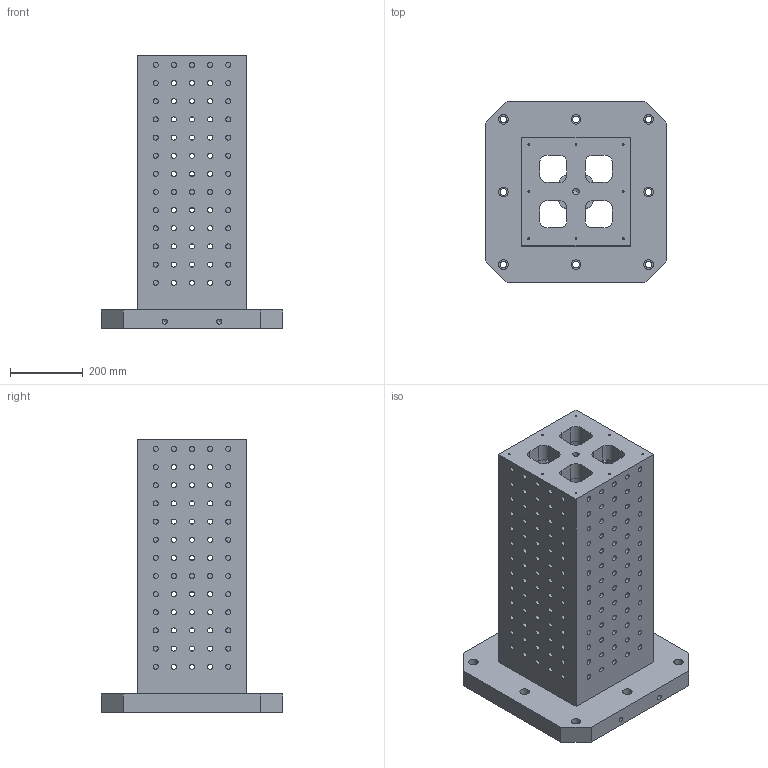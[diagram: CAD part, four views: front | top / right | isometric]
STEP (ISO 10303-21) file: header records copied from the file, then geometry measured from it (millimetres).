
FILE_DESCRIPTION( ( 'Unknown' ), '1' );
FILE_NAME( 'BP08-500500-0750-16.stp', 'Unknown', ( 'S.C.H' ), ( 'Unknown' ), 'XStep 1.0', 'Unknown', ' ' );
FILE_SCHEMA( ( 'CONFIG_CONTROL_DESIGN' ) );
Length unit declared in the file: millimetre
Products named in the file (1): 1
Bounding box: 500 x 500 x 750 mm (x, y, z)
Volume: 40569303.6 mm3; surface area: 2573635.9 mm2
Topology: 1 solids, 1 shells, 566 faces, 1299 edges, 848 vertices
Faces by surface type: cylinder 355, plane 195, cone 12, torus 4
Full cylindrical faces by diameter (mm): 5 x8, 14 x263, 17.5 x1, 18 x8, 26 x8
Entity records: 15115 total; most frequent: DIRECTION 2793, CARTESIAN_POINT 2346, ORIENTED_EDGE 1918, EDGE_LOOP 1295, AXIS2_PLACEMENT_3D 1267, EDGE_CURVE 959, FACE_OUTER_BOUND 854, VERTEX_POINT 820
